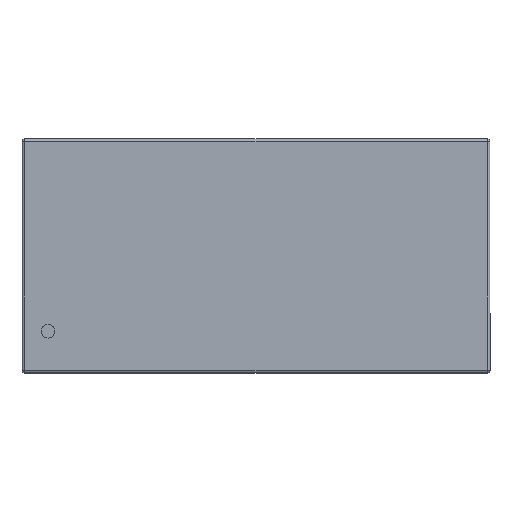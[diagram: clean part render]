
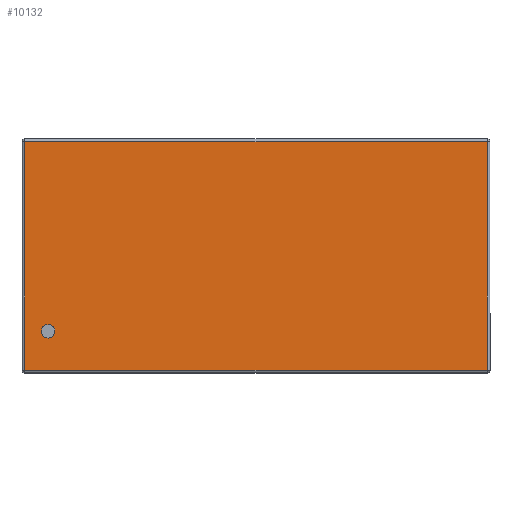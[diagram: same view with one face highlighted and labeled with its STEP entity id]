
A CAD part, top view. The second image highlights one B-rep face of the part: STEP entity #10132.
In plain terms, the highlighted planar face has unit normal (0, 0, 1).
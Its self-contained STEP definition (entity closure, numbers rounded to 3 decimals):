
#437 = DIRECTION ( 'NONE',  ( 0., 0., 1. ) ) ;
#487 = CARTESIAN_POINT ( 'NONE',  ( 25.1, 12.7, 10.2 ) ) ;
#552 = ORIENTED_EDGE ( 'NONE', *, *, #8515, .T. ) ;
#646 = LINE ( 'NONE', #1759, #2794 ) ;
#711 = ORIENTED_EDGE ( 'NONE', *, *, #7369, .T. ) ;
#799 = FACE_BOUND ( 'NONE', #1229, .T. ) ;
#849 = CARTESIAN_POINT ( 'NONE',  ( 25.1, -12.4, 10.2 ) ) ;
#1069 = CARTESIAN_POINT ( 'NONE',  ( -22.565, -8.179, 10.2 ) ) ;
#1229 = EDGE_LOOP ( 'NONE', ( #10162, #14154 ) ) ;
#1717 = EDGE_CURVE ( 'NONE', #7088, #12665, #9241, .T. ) ;
#1759 = CARTESIAN_POINT ( 'NONE',  ( -25.1, -12.7, 10.2 ) ) ;
#1837 = PLANE ( 'NONE',  #14501 ) ;
#2180 = EDGE_LOOP ( 'NONE', ( #4838, #3738, #552, #711 ) ) ;
#2794 = VECTOR ( 'NONE', #7609, 1000. ) ;
#3254 = DIRECTION ( 'NONE',  ( 1., 0., 0. ) ) ;
#3447 = DIRECTION ( 'NONE',  ( -1., 0., 0. ) ) ;
#3626 = DIRECTION ( 'NONE',  ( 1., 0., 0. ) ) ;
#3686 = CARTESIAN_POINT ( 'NONE',  ( -23.302, -8.179, 10.2 ) ) ;
#3709 = DIRECTION ( 'NONE',  ( 1., 0., 0. ) ) ;
#3738 = ORIENTED_EDGE ( 'NONE', *, *, #1717, .T. ) ;
#3743 = AXIS2_PLACEMENT_3D ( 'NONE', #5434, #437, #14992 ) ;
#3746 = EDGE_CURVE ( 'NONE', #7450, #4776, #6970, .T. ) ;
#4256 = CARTESIAN_POINT ( 'NONE',  ( 0., 0., 10.2 ) ) ;
#4776 = VERTEX_POINT ( 'NONE', #6599 ) ;
#4838 = ORIENTED_EDGE ( 'NONE', *, *, #9291, .T. ) ;
#5177 = CARTESIAN_POINT ( 'NONE',  ( -25.1, 12.4, 10.2 ) ) ;
#5409 = AXIS2_PLACEMENT_3D ( 'NONE', #1069, #7859, #3254 ) ;
#5434 = CARTESIAN_POINT ( 'NONE',  ( -22.565, -8.179, 10.2 ) ) ;
#6599 = CARTESIAN_POINT ( 'NONE',  ( -21.828, -8.179, 10.2 ) ) ;
#6970 = CIRCLE ( 'NONE', #3743, 0.737 ) ;
#7088 = VERTEX_POINT ( 'NONE', #13553 ) ;
#7369 = EDGE_CURVE ( 'NONE', #7540, #15050, #8363, .T. ) ;
#7450 = VERTEX_POINT ( 'NONE', #3686 ) ;
#7540 = VERTEX_POINT ( 'NONE', #9922 ) ;
#7609 = DIRECTION ( 'NONE',  ( 0., -1., 0. ) ) ;
#7859 = DIRECTION ( 'NONE',  ( 0., 0., 1. ) ) ;
#8363 = LINE ( 'NONE', #9455, #14094 ) ;
#8515 = EDGE_CURVE ( 'NONE', #12665, #7540, #14821, .T. ) ;
#9241 = LINE ( 'NONE', #13386, #13821 ) ;
#9291 = EDGE_CURVE ( 'NONE', #15050, #7088, #646, .T. ) ;
#9455 = CARTESIAN_POINT ( 'NONE',  ( -25.4, 12.4, 10.2 ) ) ;
#9922 = CARTESIAN_POINT ( 'NONE',  ( 25.1, 12.4, 10.2 ) ) ;
#10027 = DIRECTION ( 'NONE',  ( 0., 1., 0. ) ) ;
#10132 = ADVANCED_FACE ( 'NONE', ( #799, #11381 ), #1837, .T. ) ;
#10162 = ORIENTED_EDGE ( 'NONE', *, *, #11692, .F. ) ;
#10482 = VECTOR ( 'NONE', #10027, 1000. ) ;
#11381 = FACE_OUTER_BOUND ( 'NONE', #2180, .T. ) ;
#11692 = EDGE_CURVE ( 'NONE', #4776, #7450, #13408, .T. ) ;
#12665 = VERTEX_POINT ( 'NONE', #849 ) ;
#13159 = DIRECTION ( 'NONE',  ( 0., 0., 1. ) ) ;
#13386 = CARTESIAN_POINT ( 'NONE',  ( 25.4, -12.4, 10.2 ) ) ;
#13408 = CIRCLE ( 'NONE', #5409, 0.737 ) ;
#13553 = CARTESIAN_POINT ( 'NONE',  ( -25.1, -12.4, 10.2 ) ) ;
#13821 = VECTOR ( 'NONE', #3709, 1000. ) ;
#14094 = VECTOR ( 'NONE', #3447, 1000. ) ;
#14154 = ORIENTED_EDGE ( 'NONE', *, *, #3746, .F. ) ;
#14501 = AXIS2_PLACEMENT_3D ( 'NONE', #4256, #13159, #3626 ) ;
#14821 = LINE ( 'NONE', #487, #10482 ) ;
#14992 = DIRECTION ( 'NONE',  ( 1., 0., 0. ) ) ;
#15050 = VERTEX_POINT ( 'NONE', #5177 ) ;
